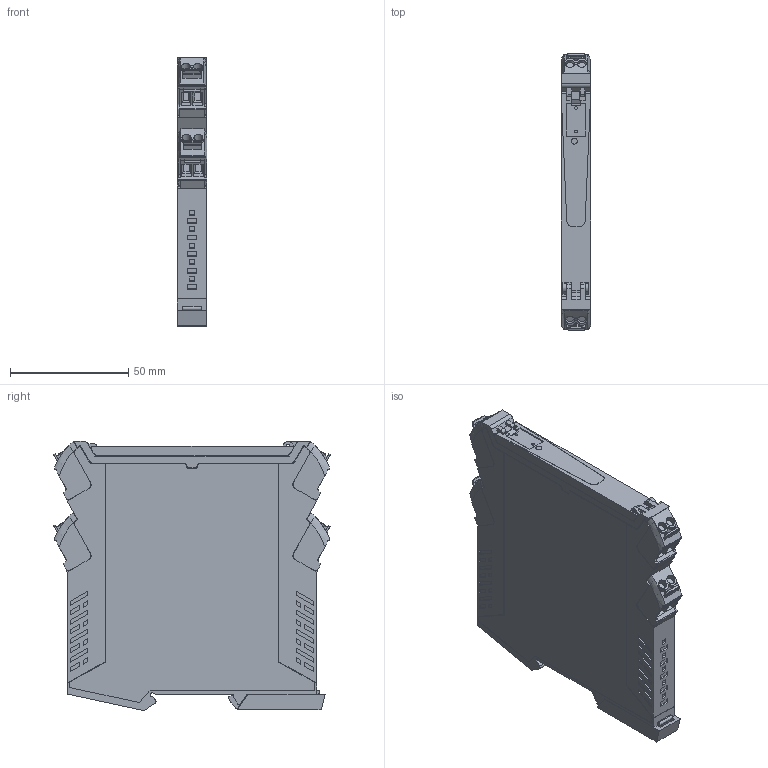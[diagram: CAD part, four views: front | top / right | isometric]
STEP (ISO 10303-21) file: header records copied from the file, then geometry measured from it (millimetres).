
FILE_DESCRIPTION(('CATIA V5 STEP Exchange','CAx-IF Rec.Pracs.--- Model Styling and Organization---1.4--- 2014-01-23'),'2;1');
FILE_NAME ('10659528_4_1540010000_S3D_ACT20P_CI_VO_S.stp','2019-03-25T07:17:24+00:00',('none'),('Weidmueller'),'CATIA Version 5-6 Release 2016 SP3 HF44','CATIA V5 STEP AP214','none');
FILE_SCHEMA(('AUTOMOTIVE_DESIGN { 1 0 10303 214 1 1 1 1 }'));
Length unit declared in the file: millimetre
Products named in the file (1): 1540010000
Bounding box: 12.57 x 117.24 x 114.02 mm (x, y, z)
Volume: 143470.4 mm3; surface area: 44236 mm2
Topology: 14 solids, 14 shells, 1266 faces, 3895 edges, 2720 vertices
Faces by surface type: plane 945, cylinder 265, extrusion 28, revolution 16, bspline 8, sphere 4
Entity records: 44412 total; most frequent: CARTESIAN_POINT 10871, ORIENTED_EDGE 7786, DIRECTION 4917, EDGE_CURVE 3893, VERTEX_POINT 2720, VECTOR 2695, LINE 2667, AXIS2_PLACEMENT_3D 1368
